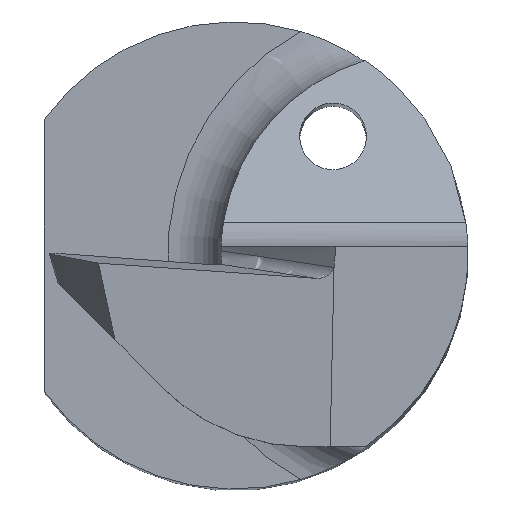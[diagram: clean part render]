
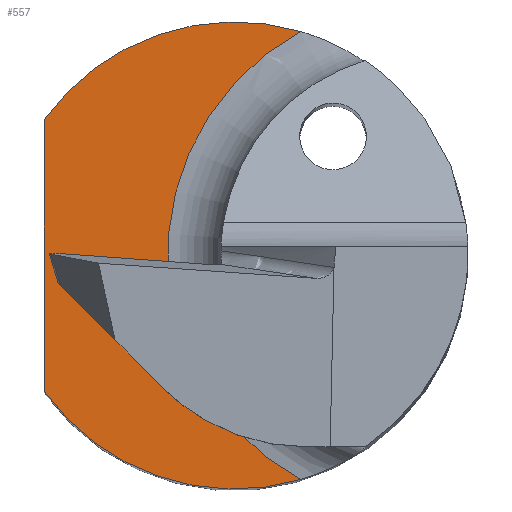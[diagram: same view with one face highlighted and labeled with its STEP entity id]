
A CAD part, top view. The second image highlights one B-rep face of the part: STEP entity #557.
In plain terms, the highlighted planar face has unit normal (0, 0, 1).
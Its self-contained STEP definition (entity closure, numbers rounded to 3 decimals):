
#6 = VERTEX_POINT ( 'NONE', #772 ) ;
#12 = DIRECTION ( 'NONE',  ( 0., 0., 1. ) ) ;
#18 = AXIS2_PLACEMENT_3D ( 'NONE', #394, #12, #627 ) ;
#76 = CARTESIAN_POINT ( 'NONE',  ( 0.99, 3.357, 15. ) ) ;
#89 = VERTEX_POINT ( 'NONE', #76 ) ;
#91 = AXIS2_PLACEMENT_3D ( 'NONE', #407, #470, #739 ) ;
#100 = ORIENTED_EDGE ( 'NONE', *, *, #327, .F. ) ;
#107 = CARTESIAN_POINT ( 'NONE',  ( 0., 0., 15. ) ) ;
#129 = LINE ( 'NONE', #402, #403 ) ;
#176 = DIRECTION ( 'NONE',  ( 0., 0., -1. ) ) ;
#195 = FACE_OUTER_BOUND ( 'NONE', #573, .T. ) ;
#202 = CIRCLE ( 'NONE', #18, 3.827 ) ;
#213 = CIRCLE ( 'NONE', #412, 3.5 ) ;
#226 = ORIENTED_EDGE ( 'NONE', *, *, #621, .F. ) ;
#283 = CIRCLE ( 'NONE', #673, 3.5 ) ;
#319 = CARTESIAN_POINT ( 'NONE',  ( 0., 0., 15. ) ) ;
#327 = EDGE_CURVE ( 'NONE', #495, #580, #213, .T. ) ;
#332 = DIRECTION ( 'NONE',  ( 0., -1., 0. ) ) ;
#340 = CARTESIAN_POINT ( 'NONE',  ( -2.85, -2.032, 15. ) ) ;
#394 = CARTESIAN_POINT ( 'NONE',  ( 2.827, 0., 15. ) ) ;
#402 = CARTESIAN_POINT ( 'NONE',  ( -2.85, 3.5, 15. ) ) ;
#403 = VECTOR ( 'NONE', #332, 1000. ) ;
#405 = CARTESIAN_POINT ( 'NONE',  ( 0.99, -3.357, 15. ) ) ;
#407 = CARTESIAN_POINT ( 'NONE',  ( 0., 0., 15. ) ) ;
#412 = AXIS2_PLACEMENT_3D ( 'NONE', #319, #176, #714 ) ;
#421 = EDGE_CURVE ( 'NONE', #6, #89, #283, .T. ) ;
#470 = DIRECTION ( 'NONE',  ( 0., 0., 1. ) ) ;
#495 = VERTEX_POINT ( 'NONE', #405 ) ;
#511 = DIRECTION ( 'NONE',  ( 0., 0., -1. ) ) ;
#557 = ADVANCED_FACE ( 'NONE', ( #195 ), #742, .T. ) ;
#573 = EDGE_LOOP ( 'NONE', ( #628, #698, #100, #226 ) ) ;
#580 = VERTEX_POINT ( 'NONE', #340 ) ;
#582 = EDGE_CURVE ( 'NONE', #6, #580, #129, .T. ) ;
#621 = EDGE_CURVE ( 'NONE', #89, #495, #202, .T. ) ;
#627 = DIRECTION ( 'NONE',  ( -1., 0., 0. ) ) ;
#628 = ORIENTED_EDGE ( 'NONE', *, *, #421, .F. ) ;
#673 = AXIS2_PLACEMENT_3D ( 'NONE', #107, #511, #789 ) ;
#698 = ORIENTED_EDGE ( 'NONE', *, *, #582, .T. ) ;
#714 = DIRECTION ( 'NONE',  ( -1., 0., 0. ) ) ;
#739 = DIRECTION ( 'NONE',  ( -1., 0., 0. ) ) ;
#742 = PLANE ( 'NONE',  #91 ) ;
#772 = CARTESIAN_POINT ( 'NONE',  ( -2.85, 2.032, 15. ) ) ;
#789 = DIRECTION ( 'NONE',  ( -1., 0., 0. ) ) ;
